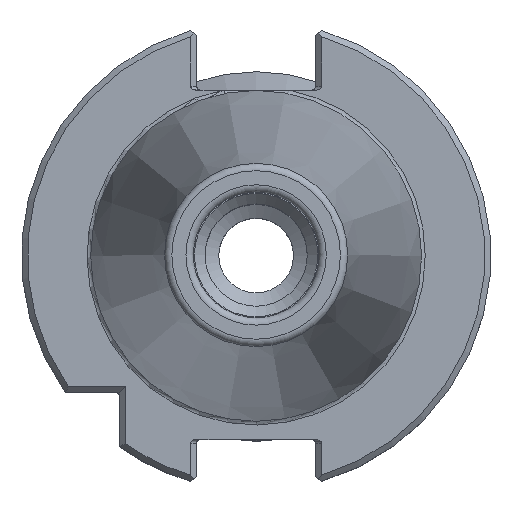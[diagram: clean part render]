
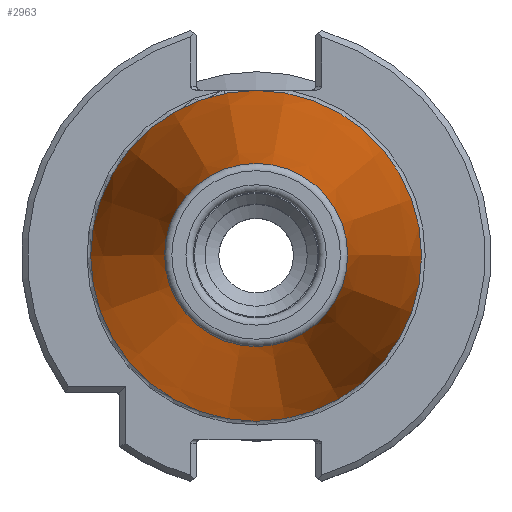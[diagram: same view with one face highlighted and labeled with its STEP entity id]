
A CAD part, top view. The second image highlights one B-rep face of the part: STEP entity #2963.
In plain terms, the highlighted conical face has half-angle 8.297 degrees and reference radius 22.395 mm.
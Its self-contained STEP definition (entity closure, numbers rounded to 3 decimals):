
#60=CONICAL_SURFACE('',#3178,22.395,0.145);
#244=CIRCLE('',#3085,22.395);
#270=CIRCLE('',#3179,12.397);
#815=ORIENTED_EDGE('',*,*,#1136,.F.);
#816=ORIENTED_EDGE('',*,*,#1056,.T.);
#1056=EDGE_CURVE('',#1310,#1310,#244,.T.);
#1136=EDGE_CURVE('',#1345,#1345,#270,.T.);
#1310=VERTEX_POINT('',#4370);
#1345=VERTEX_POINT('',#4602);
#1696=EDGE_LOOP('',(#815));
#1697=EDGE_LOOP('',(#816));
#1870=FACE_BOUND('',#1696,.T.);
#1871=FACE_BOUND('',#1697,.T.);
#2963=ADVANCED_FACE('',(#1870,#1871),#60,.T.);
#3085=AXIS2_PLACEMENT_3D('',#4369,#3492,#3493);
#3178=AXIS2_PLACEMENT_3D('',#4600,#3704,#3705);
#3179=AXIS2_PLACEMENT_3D('',#4601,#3706,#3707);
#3492=DIRECTION('',(0.,0.,1.));
#3493=DIRECTION('',(1.,0.,0.));
#3704=DIRECTION('',(0.,0.,-1.));
#3705=DIRECTION('',(-1.,0.,0.));
#3706=DIRECTION('',(0.,0.,1.));
#3707=DIRECTION('',(1.,0.,0.));
#4369=CARTESIAN_POINT('',(0.,0.,-1.163));
#4370=CARTESIAN_POINT('',(22.395,0.,-1.163));
#4600=CARTESIAN_POINT('',(0.,0.,-1.163));
#4601=CARTESIAN_POINT('',(0.,0.,67.394));
#4602=CARTESIAN_POINT('',(12.397,0.,67.394));
